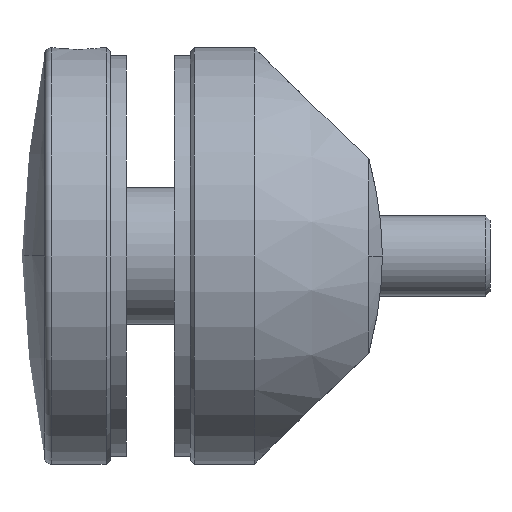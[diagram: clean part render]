
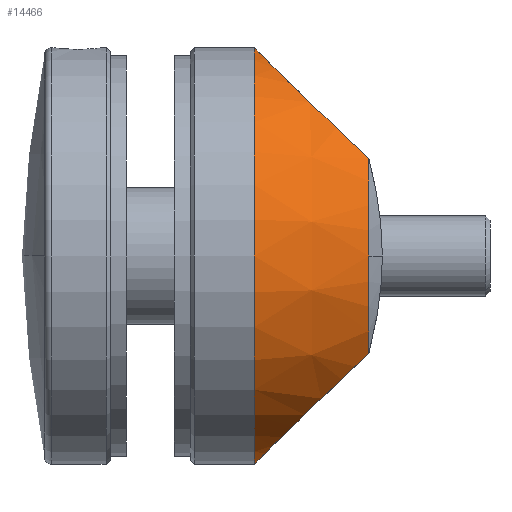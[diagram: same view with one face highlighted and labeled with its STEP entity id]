
A CAD part, left-side view. The second image highlights one B-rep face of the part: STEP entity #14466.
In plain terms, the highlighted conical face has half-angle 10 degrees and reference radius 26 mm.
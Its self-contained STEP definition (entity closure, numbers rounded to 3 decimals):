
#46 = DIRECTION ( 'NONE',  ( 0., 0., 1. ) ) ;
#1136 = DIRECTION ( 'NONE',  ( 0., 0., 1. ) ) ;
#1208 = CARTESIAN_POINT ( 'NONE',  ( -7.865, -5.504, -24.511 ) ) ;
#1284 = CARTESIAN_POINT ( 'NONE',  ( -16.866, -12.317, 17.842 ) ) ;
#1458 = CARTESIAN_POINT ( 'NONE',  ( -4.38, -4.448, 25.556 ) ) ;
#1498 = CARTESIAN_POINT ( 'NONE',  ( -19.737, -17.402, -13.034 ) ) ;
#1522 = CARTESIAN_POINT ( 'NONE',  ( -14.841, -10.027, 20.065 ) ) ;
#1619 = CIRCLE ( 'NONE', #9461, 26. ) ;
#2386 = VERTEX_POINT ( 'NONE', #12702 ) ;
#2410 = EDGE_CURVE ( 'NONE', #11430, #3741, #6542, .T. ) ;
#2577 = AXIS2_PLACEMENT_3D ( 'NONE', #5109, #11555, #1136 ) ;
#2615 = CARTESIAN_POINT ( 'NONE',  ( 0., -4., 0. ) ) ;
#2668 = CARTESIAN_POINT ( 'NONE',  ( -6.172, -4.883, -25.125 ) ) ;
#2673 = CIRCLE ( 'NONE', #3871, 23.476 ) ;
#2730 = VERTEX_POINT ( 'NONE', #5405 ) ;
#2741 = CARTESIAN_POINT ( 'NONE',  ( -12.368, -7.973, 22.077 ) ) ;
#2785 = ORIENTED_EDGE ( 'NONE', *, *, #7061, .T. ) ;
#2804 = CARTESIAN_POINT ( 'NONE',  ( -8.442, -5.716, 24.301 ) ) ;
#3133 = CARTESIAN_POINT ( 'NONE',  ( -23.476, -18.312, 0. ) ) ;
#3741 = VERTEX_POINT ( 'NONE', #3133 ) ;
#3805 = CARTESIAN_POINT ( 'NONE',  ( 0., -4., 0. ) ) ;
#3871 = AXIS2_PLACEMENT_3D ( 'NONE', #11420, #10181, #6222 ) ;
#3878 = CARTESIAN_POINT ( 'NONE',  ( -9.989, -6.492, -23.534 ) ) ;
#3943 = CARTESIAN_POINT ( 'NONE',  ( -12.377, -7.954, -22.095 ) ) ;
#3962 = CARTESIAN_POINT ( 'NONE',  ( -1.262, -4.028, 25.972 ) ) ;
#4139 = CARTESIAN_POINT ( 'NONE',  ( -19.367, -16.522, 13.85 ) ) ;
#4191 = CARTESIAN_POINT ( 'NONE',  ( -18.001, -13.958, 16.268 ) ) ;
#5109 = CARTESIAN_POINT ( 'NONE',  ( 0., -18.312, 0. ) ) ;
#5313 = DIRECTION ( 'NONE',  ( 0., 0., 1. ) ) ;
#5405 = CARTESIAN_POINT ( 'NONE',  ( 0., -4., -26. ) ) ;
#5416 = CARTESIAN_POINT ( 'NONE',  ( -16.234, -11.528, -18.606 ) ) ;
#5498 = CARTESIAN_POINT ( 'NONE',  ( -16.236, -11.529, 18.605 ) ) ;
#5590 = CARTESIAN_POINT ( 'NONE',  ( -18.474, -14.788, -15.48 ) ) ;
#5616 = FACE_OUTER_BOUND ( 'NONE', #8244, .T. ) ;
#5977 = EDGE_CURVE ( 'NONE', #2730, #15889, #1619, .T. ) ;
#6222 = DIRECTION ( 'NONE',  ( 0., 0., 1. ) ) ;
#6363 = CARTESIAN_POINT ( 'NONE',  ( 0., -4., -26. ) ) ;
#6497 = CARTESIAN_POINT ( 'NONE',  ( -2.199, -4.112, -25.889 ) ) ;
#6532 = CARTESIAN_POINT ( 'NONE',  ( 0., -4., 26. ) ) ;
#6542 = CIRCLE ( 'NONE', #2577, 23.476 ) ;
#6579 = CARTESIAN_POINT ( 'NONE',  ( -9.495, -6.211, 23.812 ) ) ;
#6638 = CARTESIAN_POINT ( 'NONE',  ( -18.498, -14.799, 15.468 ) ) ;
#6675 = CARTESIAN_POINT ( 'NONE',  ( -17.706, -13.53, -16.679 ) ) ;
#6693 = CARTESIAN_POINT ( 'NONE',  ( -3.155, -4.227, 25.775 ) ) ;
#6754 = CARTESIAN_POINT ( 'NONE',  ( -6.741, -5.091, 24.919 ) ) ;
#6784 = EDGE_CURVE ( 'NONE', #2386, #15889, #11999, .T. ) ;
#7061 = EDGE_CURVE ( 'NONE', #2730, #11430, #14923, .T. ) ;
#7433 = CONICAL_SURFACE ( 'NONE', #12348, 26., 0.175 ) ;
#7705 = CARTESIAN_POINT ( 'NONE',  ( -1.259, -4.028, -25.972 ) ) ;
#7910 = CARTESIAN_POINT ( 'NONE',  ( -14.077, -9.312, 20.764 ) ) ;
#7947 = CARTESIAN_POINT ( 'NONE',  ( -4.994, -4.558, -25.446 ) ) ;
#7999 = DIRECTION ( 'NONE',  ( 0., 1., 0. ) ) ;
#8244 = EDGE_LOOP ( 'NONE', ( #2785, #15942, #16332, #15084, #16264 ) ) ;
#8759 = CARTESIAN_POINT ( 'NONE',  ( -20.05, -18.312, -12.213 ) ) ;
#9183 = CARTESIAN_POINT ( 'NONE',  ( -3.45, -4.28, -25.722 ) ) ;
#9241 = CARTESIAN_POINT ( 'NONE',  ( -2.512, -4.147, -25.854 ) ) ;
#9324 = CARTESIAN_POINT ( 'NONE',  ( -19.738, -17.404, 13.032 ) ) ;
#9361 = CARTESIAN_POINT ( 'NONE',  ( -15.19, -10.403, -19.7 ) ) ;
#9383 = CARTESIAN_POINT ( 'NONE',  ( -10.973, -7.052, 22.983 ) ) ;
#9419 = CARTESIAN_POINT ( 'NONE',  ( -17.972, -13.944, -16.283 ) ) ;
#9461 = AXIS2_PLACEMENT_3D ( 'NONE', #2615, #13140, #5313 ) ;
#10181 = DIRECTION ( 'NONE',  ( 0., 1., 0. ) ) ;
#10443 = CARTESIAN_POINT ( 'NONE',  ( -8.419, -5.734, -24.283 ) ) ;
#10523 = CARTESIAN_POINT ( 'NONE',  ( -4.981, -4.584, 25.421 ) ) ;
#10580 = CARTESIAN_POINT ( 'NONE',  ( 0., -4., 26. ) ) ;
#10623 = CARTESIAN_POINT ( 'NONE',  ( -18.709, -15.218, -15.075 ) ) ;
#10750 = CARTESIAN_POINT ( 'NONE',  ( -11.448, -7.348, 22.691 ) ) ;
#11420 = CARTESIAN_POINT ( 'NONE',  ( 0., -18.312, 0. ) ) ;
#11430 = VERTEX_POINT ( 'NONE', #8759 ) ;
#11555 = DIRECTION ( 'NONE',  ( 0., 1., 0. ) ) ;
#11808 = CARTESIAN_POINT ( 'NONE',  ( -9.479, -6.228, -23.795 ) ) ;
#11829 = CARTESIAN_POINT ( 'NONE',  ( -6.161, -4.906, 25.103 ) ) ;
#11999 = B_SPLINE_CURVE_WITH_KNOTS ( 'NONE', 3,
 ( #14644, #9324, #4139, #6638, #4191, #1284, #5498, #1522, #7910, #15920, #2741, #10750, #9383, #6579, #2804, #6754, #11829, #10523, #1458, #6693, #13144, #3962, #15745, #10580 ),
 .UNSPECIFIED., .F., .F.,
 ( 4, 2, 2, 2, 2, 2, 2, 2, 2, 2, 2, 4 ),
 ( 0.002, 0.006, 0.01, 0.014, 0.017, 0.019, 0.021, 0.025, 0.027, 0.029, 0.031, 0.033 ),
 .UNSPECIFIED. ) ;
#12348 = AXIS2_PLACEMENT_3D ( 'NONE', #3805, #7999, #46 ) ;
#12702 = CARTESIAN_POINT ( 'NONE',  ( -20.05, -18.312, 12.213 ) ) ;
#13069 = CARTESIAN_POINT ( 'NONE',  ( -11.465, -7.332, -22.707 ) ) ;
#13140 = DIRECTION ( 'NONE',  ( 0., 1., 0. ) ) ;
#13144 = CARTESIAN_POINT ( 'NONE',  ( -2.53, -4.142, 25.859 ) ) ;
#13183 = CARTESIAN_POINT ( 'NONE',  ( -20.05, -18.312, -12.213 ) ) ;
#14063 = EDGE_CURVE ( 'NONE', #3741, #2386, #2673, .T. ) ;
#14440 = CARTESIAN_POINT ( 'NONE',  ( -13.649, -8.969, -21.1 ) ) ;
#14466 = ADVANCED_FACE ( 'NONE', ( #5616 ), #7433, .T. ) ;
#14644 = CARTESIAN_POINT ( 'NONE',  ( -20.05, -18.312, 12.213 ) ) ;
#14685 = CARTESIAN_POINT ( 'NONE',  ( -16.86, -12.31, -17.849 ) ) ;
#14735 = CARTESIAN_POINT ( 'NONE',  ( -19.365, -16.517, -13.855 ) ) ;
#14923 = B_SPLINE_CURVE_WITH_KNOTS ( 'NONE', 3,
 ( #6363, #15786, #7705, #6497, #9241, #16983, #9183, #7947, #2668, #1208, #10443, #11808, #3878, #13069, #3943, #14440, #15551, #16860, #9361, #5416, #14685, #6675, #9419, #5590, #10623, #14735, #1498, #13183 ),
 .UNSPECIFIED., .F., .F.,
 ( 4, 2, 2, 2, 2, 2, 2, 2, 2, 2, 2, 2, 2, 4 ),
 ( 0.033, 0.034, 0.035, 0.036, 0.04, 0.042, 0.044, 0.048, 0.049, 0.051, 0.055, 0.057, 0.059, 0.063 ),
 .UNSPECIFIED. ) ;
#15084 = ORIENTED_EDGE ( 'NONE', *, *, #6784, .T. ) ;
#15551 = CARTESIAN_POINT ( 'NONE',  ( -14.054, -9.319, -20.757 ) ) ;
#15745 = CARTESIAN_POINT ( 'NONE',  ( -0.63, -4., 26. ) ) ;
#15786 = CARTESIAN_POINT ( 'NONE',  ( -0.63, -4., -26. ) ) ;
#15889 = VERTEX_POINT ( 'NONE', #6532 ) ;
#15920 = CARTESIAN_POINT ( 'NONE',  ( -12.812, -8.301, 21.755 ) ) ;
#15942 = ORIENTED_EDGE ( 'NONE', *, *, #2410, .T. ) ;
#16264 = ORIENTED_EDGE ( 'NONE', *, *, #5977, .F. ) ;
#16332 = ORIENTED_EDGE ( 'NONE', *, *, #14063, .T. ) ;
#16860 = CARTESIAN_POINT ( 'NONE',  ( -14.824, -10.036, -20.057 ) ) ;
#16983 = CARTESIAN_POINT ( 'NONE',  ( -3.137, -4.231, -25.771 ) ) ;
